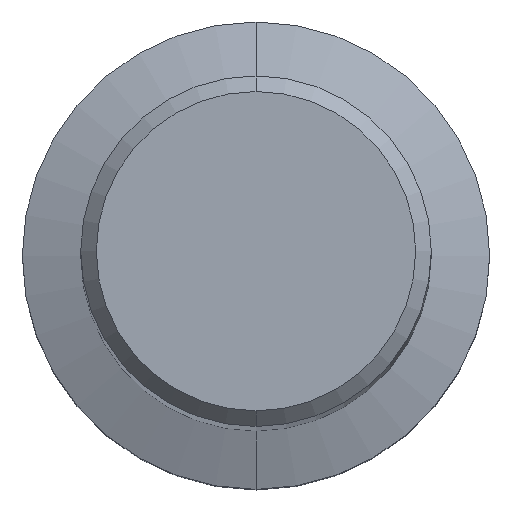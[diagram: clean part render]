
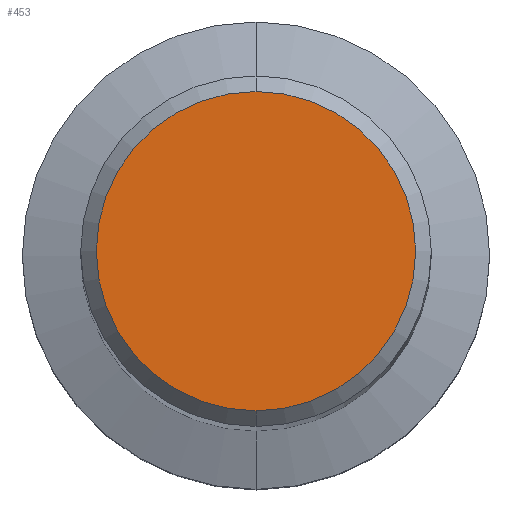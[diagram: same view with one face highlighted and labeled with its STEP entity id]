
A CAD part, top view. The second image highlights one B-rep face of the part: STEP entity #453.
In plain terms, the highlighted planar face has unit normal (0, 0, 1).
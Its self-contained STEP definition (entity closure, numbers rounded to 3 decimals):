
#285=VERTEX_POINT('',#653);
#373=EDGE_CURVE('',#527,#285,#749,.T.);
#423=EDGE_CURVE('',#285,#527,#806,.T.);
#453=ADVANCED_FACE('',(#839),#840,.T.);
#527=VERTEX_POINT('',#918);
#653=CARTESIAN_POINT('',(0.0,8.2,0.0));
#749=CIRCLE('',#1360,8.2);
#806=CIRCLE('',#1482,8.2);
#839=FACE_OUTER_BOUND('',#1534,.T.);
#840=PLANE('',#1535);
#918=CARTESIAN_POINT('',(0.,-8.2,0.0));
#1360=AXIS2_PLACEMENT_3D('',#1947,#1948,#1949);
#1482=AXIS2_PLACEMENT_3D('',#2018,#2019,#2020);
#1534=EDGE_LOOP('',(#2062,#2063));
#1535=AXIS2_PLACEMENT_3D('',#2064,#2065,#2066);
#1947=CARTESIAN_POINT('',(0.0,0.0,0.0));
#1948=DIRECTION('',(0.0,0.0,-1.0));
#1949=DIRECTION('',(0.0,1.0,0.0));
#2018=CARTESIAN_POINT('',(0.0,0.0,0.0));
#2019=DIRECTION('',(0.0,0.0,-1.0));
#2020=DIRECTION('',(0.0,1.0,0.0));
#2062=ORIENTED_EDGE('',*,*,#423,.F.);
#2063=ORIENTED_EDGE('',*,*,#373,.F.);
#2064=CARTESIAN_POINT('',(0.0,4.1,0.0));
#2065=DIRECTION('',(-0.0,0.0,1.0));
#2066=DIRECTION('',(0.0,-1.0,0.0));
